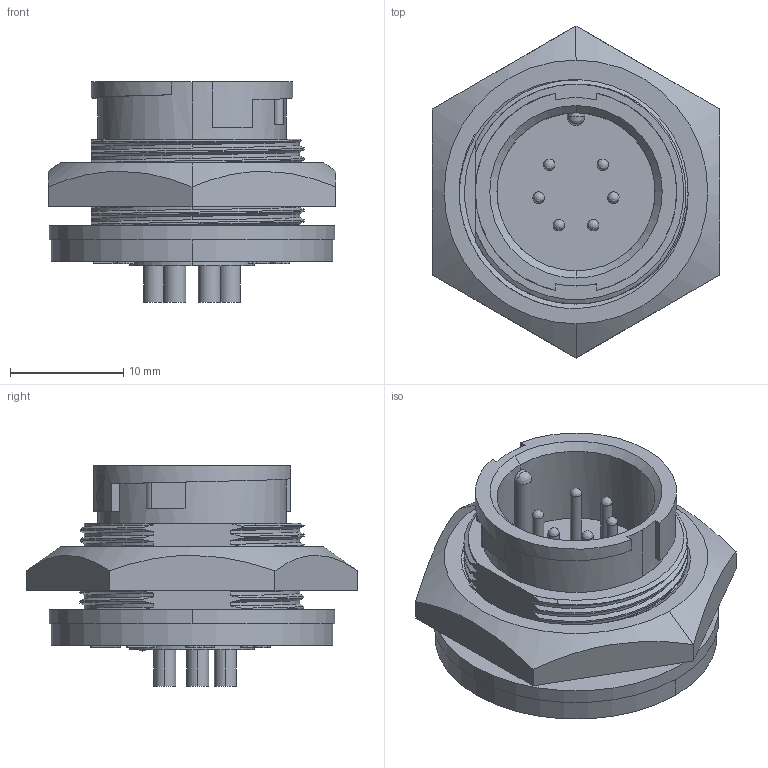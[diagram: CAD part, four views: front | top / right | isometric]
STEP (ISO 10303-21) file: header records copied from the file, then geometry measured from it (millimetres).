
FILE_DESCRIPTION (( 'STEP AP203' ), '1' );
FILE_NAME ('4280-6PG-300.STEP', '2018-08-10T16:34:34', ( '' ), ( '' ), 'SwSTEP 2.0', 'SolidWorks 2017', '' );
FILE_SCHEMA (( 'CONFIG_CONTROL_DESIGN' ));
Length unit declared in the file: inch
Products named in the file (1): 4280-6PG-300
Bounding box: 25.4 x 29.33 x 19.47 mm (x, y, z)
Volume: 4684.2 mm3; surface area: 3969.5 mm2
Topology: 2 solids, 2 shells, 334 faces, 912 edges, 599 vertices
Faces by surface type: plane 128, bspline 114, cylinder 87, cone 5
Entity records: 22040 total; most frequent: CARTESIAN_POINT 14615, ORIENTED_EDGE 1796, DIRECTION 1094, EDGE_CURVE 898, VERTEX_POINT 599, LINE 466, VECTOR 466, EDGE_LOOP 367
